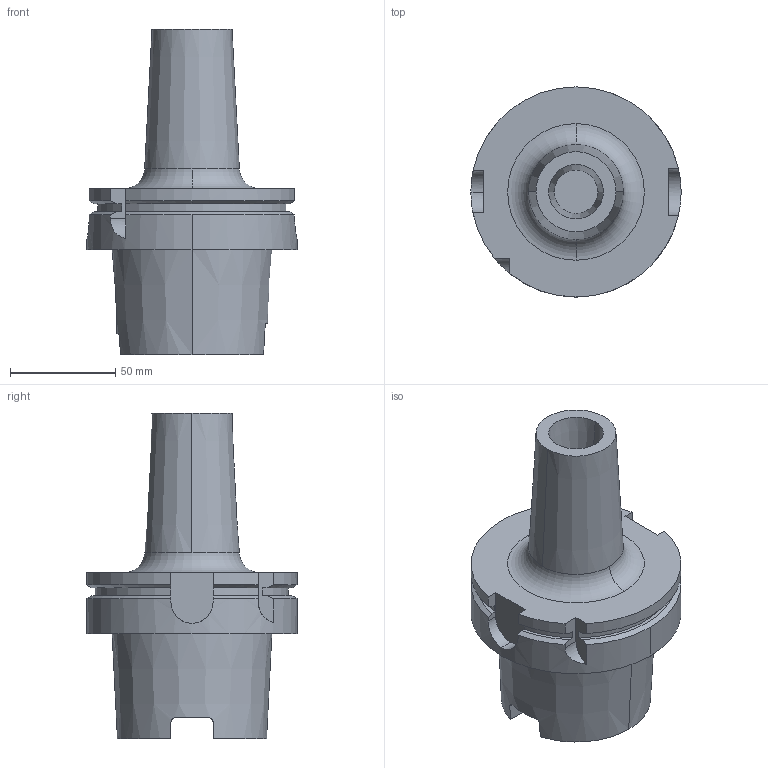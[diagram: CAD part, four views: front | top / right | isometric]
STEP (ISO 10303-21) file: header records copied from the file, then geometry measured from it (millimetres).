
FILE_DESCRIPTION (( 'STEP AP203' ), '1' );
FILE_NAME ('STP-75.780.12.105.STEP', '2019-08-09T05:30:06', ( '' ), ( '' ), 'SwSTEP 2.0', 'SolidWorks 2017', '' );
FILE_SCHEMA (( 'CONFIG_CONTROL_DESIGN' ));
Length unit declared in the file: millimetre
Products named in the file (1): STP-75.780.12.105
Bounding box: 100 x 100 x 155 mm (x, y, z)
Volume: 353989.1 mm3; surface area: 61181.2 mm2
Topology: 1 solids, 1 shells, 76 faces, 199 edges, 129 vertices
Faces by surface type: plane 28, cylinder 26, cone 16, torus 6
Entity records: 2678 total; most frequent: CARTESIAN_POINT 703, DIRECTION 409, ORIENTED_EDGE 398, EDGE_CURVE 199, AXIS2_PLACEMENT_3D 161, VERTEX_POINT 129, VECTOR 87, LINE 87
